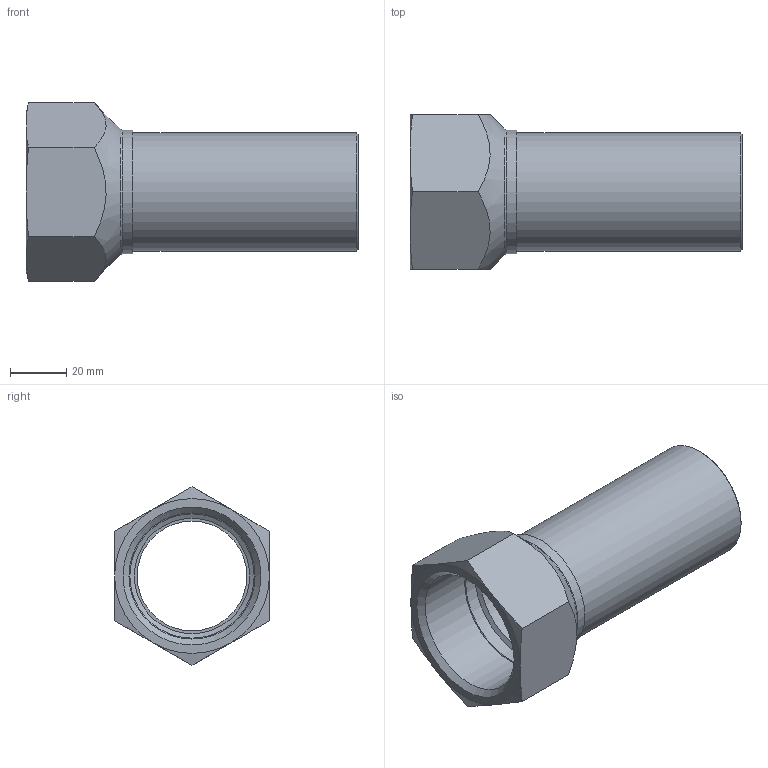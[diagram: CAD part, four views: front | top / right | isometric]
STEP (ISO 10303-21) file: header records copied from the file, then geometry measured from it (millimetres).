
FILE_DESCRIPTION(/* description */ ('MANICOTTO CON INSERIMENTO FILETTO FEMMINA 42x1" 1/2'' (INOXPRES GAS)'),/* implementation_level */ '2;1');
FILE_NAME(/* name */ '269112042_Inoxpres.stp',/* time_stamp */ '2022-10-13T08:47:02+02:00',/* author */ ('Vault'),/* organization */ ('Raccorderie metalliche s.p.a. '),/* preprocessor_version */ 'ST-DEVELOPER v18.1',/* originating_system */ 'Autodesk Inventor 2020',/* authorisation */ 'Raccorderie metalliche s.p.a. ');
FILE_SCHEMA (('AUTOMOTIVE_DESIGN { 1 0 10303 214 3 1 1 }'));
Length unit declared in the file: millimetre
Products named in the file (1): 269112042_Inoxpres
Bounding box: 118 x 55 x 63.51 mm (x, y, z)
Volume: 48873.2 mm3; surface area: 34173.5 mm2
Topology: 1 solids, 1 shells, 29 faces, 71 edges, 46 vertices
Faces by surface type: cone 12, plane 10, cylinder 6, torus 1
Full cylindrical faces by diameter (mm): 39 x1, 41 x1, 42 x1, 44 x1, 44.2 x1, 44.845 x1
Entity records: 893 total; most frequent: CARTESIAN_POINT 185, DIRECTION 146, ORIENTED_EDGE 142, EDGE_CURVE 71, AXIS2_PLACEMENT_3D 64, VERTEX_POINT 46, CIRCLE 34, EDGE_LOOP 33
